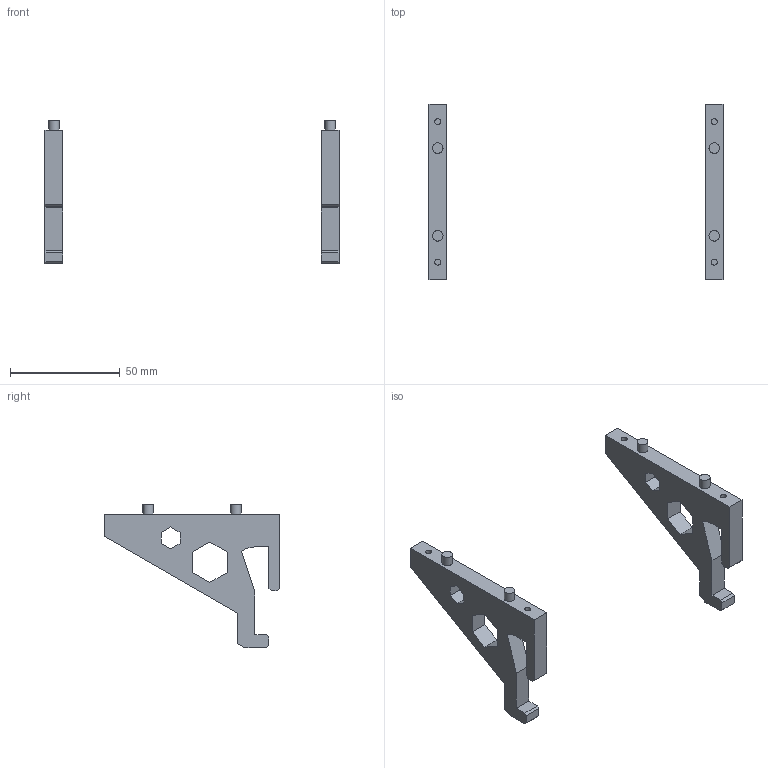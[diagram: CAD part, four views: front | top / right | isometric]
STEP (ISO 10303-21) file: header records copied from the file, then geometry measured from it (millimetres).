
FILE_DESCRIPTION(/* description */ (''),/* implementation_level */ '2;1');
FILE_NAME(/* name */ 'Spool_Holder_Base_Bracket.step',/* time_stamp */ '2020-06-13T11:07:03+02:00',/* author */ (''),/* organization */ (''),/* preprocessor_version */ 'ST-DEVELOPER v18.1',/* originating_system */ 'Autodesk Translation Framework v9.3.0.1241',/* authorisation */ '');
FILE_SCHEMA (('AUTOMOTIVE_DESIGN { 1 0 10303 214 3 1 1 }'));
Length unit declared in the file: millimetre
Products named in the file (1): Spool_Holder_Base_Bracket
Bounding box: 134 x 80 x 65.5 mm (x, y, z)
Volume: 34023.1 mm3; surface area: 15323.9 mm2
Topology: 2 solids, 2 shells, 92 faces, 240 edges, 160 vertices
Faces by surface type: plane 84, cylinder 8
Full cylindrical faces by diameter (mm): 2.7 x4, 4.8 x4
Entity records: 2828 total; most frequent: CARTESIAN_POINT 493, ORIENTED_EDGE 480, DIRECTION 442, EDGE_CURVE 240, LINE 224, VECTOR 224, VERTEX_POINT 160, AXIS2_PLACEMENT_3D 109
